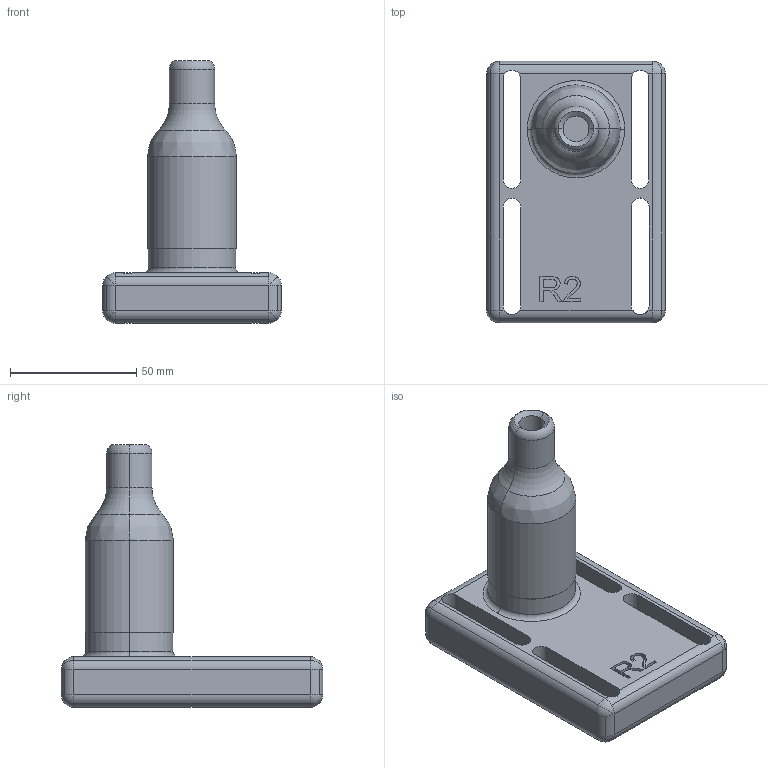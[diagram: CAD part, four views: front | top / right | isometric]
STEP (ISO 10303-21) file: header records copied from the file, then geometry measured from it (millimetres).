
FILE_DESCRIPTION (( 'STEP AP214' ), '1' );
FILE_NAME ('Frame Z Post to Breadboard Mount.STEP', '2025-09-19T18:39:23', ( '' ), ( '' ), 'SwSTEP 2.0', 'SolidWorks 2025', '' );
FILE_SCHEMA (( 'AUTOMOTIVE_DESIGN' ));
Length unit declared in the file: metre
Products named in the file (1): Frame Z Post to Breadboard Mount
Bounding box: 70.8 x 103.55 x 103.99 mm (x, y, z)
Volume: 175873.2 mm3; surface area: 33562.8 mm2
Topology: 1 solids, 1 shells, 100 faces, 249 edges, 148 vertices
Faces by surface type: cylinder 40, plane 25, sphere 16, bspline 11, torus 6, cone 2
Entity records: 3392 total; most frequent: CARTESIAN_POINT 995, DIRECTION 509, ORIENTED_EDGE 498, EDGE_CURVE 249, AXIS2_PLACEMENT_3D 198, VERTEX_POINT 148, LINE 113, VECTOR 113
